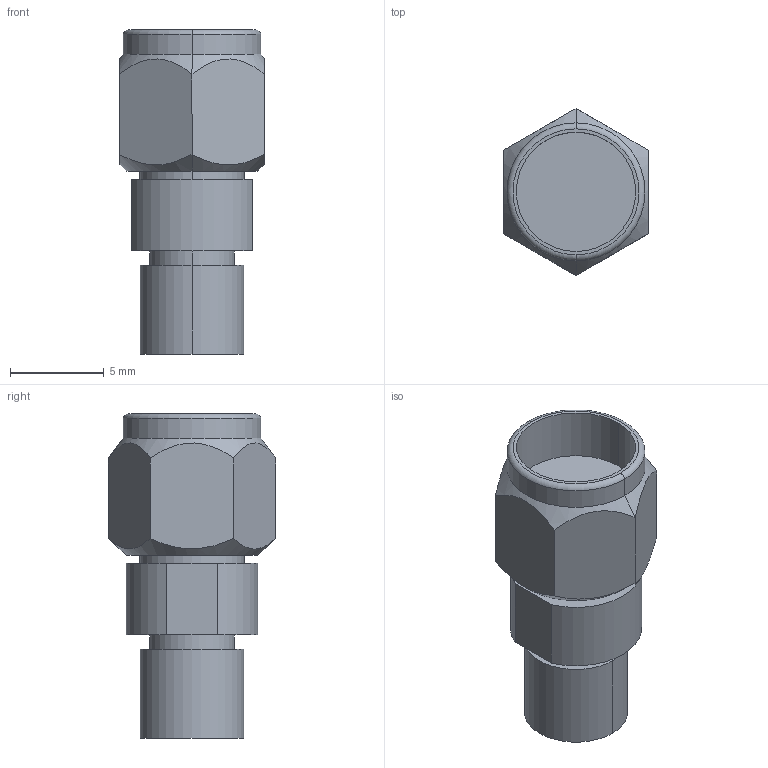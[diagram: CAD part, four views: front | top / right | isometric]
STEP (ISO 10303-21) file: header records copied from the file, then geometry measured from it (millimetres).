
FILE_DESCRIPTION (( 'STEP AP203' ), '1' );
FILE_NAME ('SCA-30-KMKF-S9.STEP', '2020-03-24T19:03:52', ( '' ), ( '' ), 'SwSTEP 2.0', 'SolidWorks 2020', '' );
FILE_SCHEMA (( 'CONFIG_CONTROL_DESIGN' ));
Length unit declared in the file: inch
Products named in the file (1): SCA-30-KMKF-S9
Bounding box: 7.7 x 8.89 x 17.27 mm (x, y, z)
Volume: 519.9 mm3; surface area: 614.2 mm2
Topology: 1 solids, 1 shells, 43 faces, 93 edges, 58 vertices
Faces by surface type: plane 20, cylinder 17, cone 4, torus 2
Entity records: 1384 total; most frequent: CARTESIAN_POINT 351, DIRECTION 211, ORIENTED_EDGE 186, EDGE_CURVE 93, AXIS2_PLACEMENT_3D 86, VERTEX_POINT 58, EDGE_LOOP 49, ADVANCED_FACE 43
